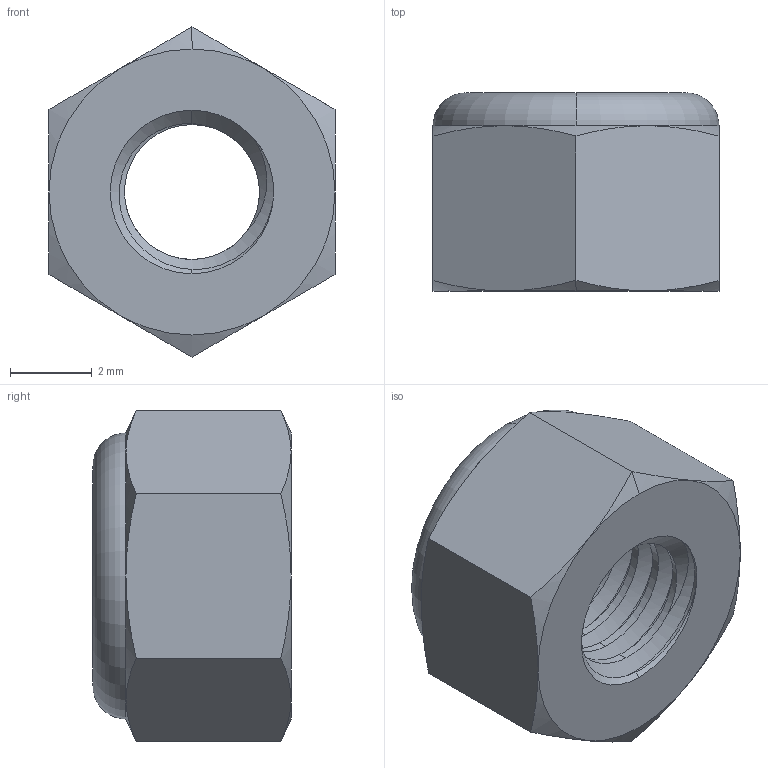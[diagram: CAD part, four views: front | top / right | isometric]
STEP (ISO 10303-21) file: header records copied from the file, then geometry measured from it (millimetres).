
FILE_DESCRIPTION (( 'STEP AP203' ), '1' );
FILE_NAME ('2812-0004-0007.STEP', '2018-01-19T16:22:35', ( '' ), ( '' ), 'SwSTEP 2.0', 'SolidWorks 2016', '' );
FILE_SCHEMA (( 'CONFIG_CONTROL_DESIGN' ));
Length unit declared in the file: millimetre
Products named in the file (1): 2812-0004-0007
Bounding box: 7 x 4.85 x 8.08 mm (x, y, z)
Volume: 145.3 mm3; surface area: 346.6 mm2
Topology: 1 solids, 1 shells, 70 faces, 177 edges, 111 vertices
Faces by surface type: cylinder 32, cone 17, plane 13, torus 6, bspline 2
Entity records: 4638 total; most frequent: CARTESIAN_POINT 3049, ORIENTED_EDGE 354, DIRECTION 287, EDGE_CURVE 177, AXIS2_PLACEMENT_3D 124, VERTEX_POINT 111, EDGE_LOOP 76, ADVANCED_FACE 70
